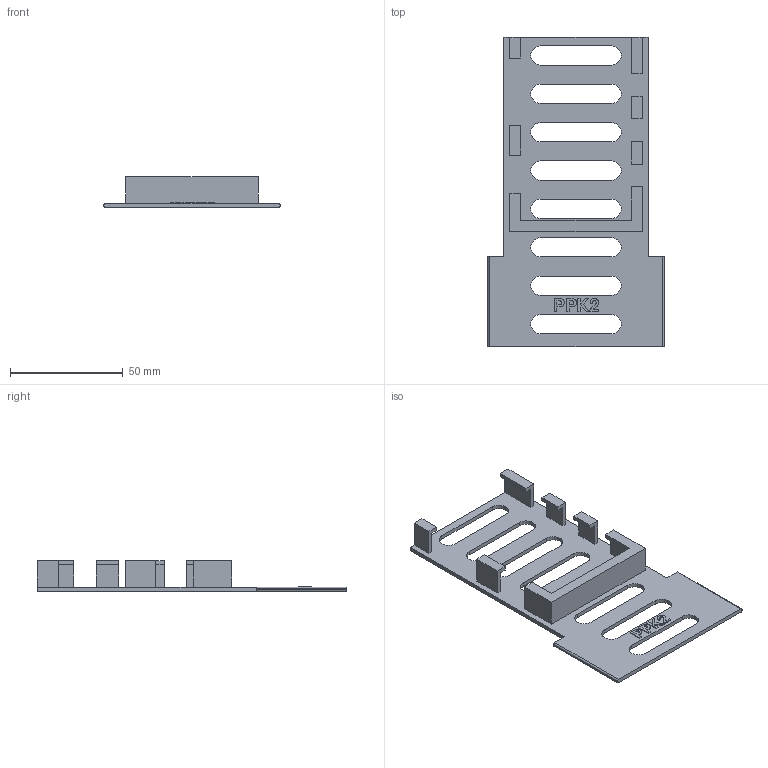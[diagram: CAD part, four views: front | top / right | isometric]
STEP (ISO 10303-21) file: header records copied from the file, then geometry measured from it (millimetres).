
FILE_DESCRIPTION(('Open CASCADE Model'),'2;1');
FILE_NAME('Open CASCADE Shape Model','2025-05-19T14:01:42',('Author'),( 'Open CASCADE'),'Open CASCADE STEP processor 7.7','Open CASCADE 7.7' ,'Unknown');
FILE_SCHEMA(('AUTOMOTIVE_DESIGN { 1 0 10303 214 1 1 1 1 }'));
Length unit declared in the file: millimetre
Products named in the file (7): Open CASCADE STEP translator 7.7 90; Open CASCADE STEP translator 7.7 90.1; Open CASCADE STEP translator 7.7 90.1.1; Open CASCADE STEP translator 7.7 90.1.2; Open CASCADE STEP translator 7.7 90.1.3; Open CASCADE STEP translator 7.7 90.1.4; Open CASCADE STEP translator 7.7 90.1.5
Assembly tree (6 placements, depth 3):
  Open CASCADE STEP translator 7.7 90
    Open CASCADE STEP translator 7.7 90.1
      Open CASCADE STEP translator 7.7 90.1.1
      Open CASCADE STEP translator 7.7 90.1.2
      Open CASCADE STEP translator 7.7 90.1.3
      Open CASCADE STEP translator 7.7 90.1.4
      Open CASCADE STEP translator 7.7 90.1.5
Bounding box: 78 x 137 x 13.7 mm (x, y, z)
Volume: 16527.4 mm3; surface area: 20400.7 mm2
Topology: 5 solids, 5 shells, 165 faces, 453 edges, 302 vertices
Faces by surface type: plane 113, extrusion 32, cylinder 20
Entity records: 11174 total; most frequent: CARTESIAN_POINT 2285, DIRECTION 1471, VECTOR 1075, LINE 1043, ORIENTED_EDGE 906, PCURVE 906, DEFINITIONAL_REPRESENTATION 906, EDGE_CURVE 453
